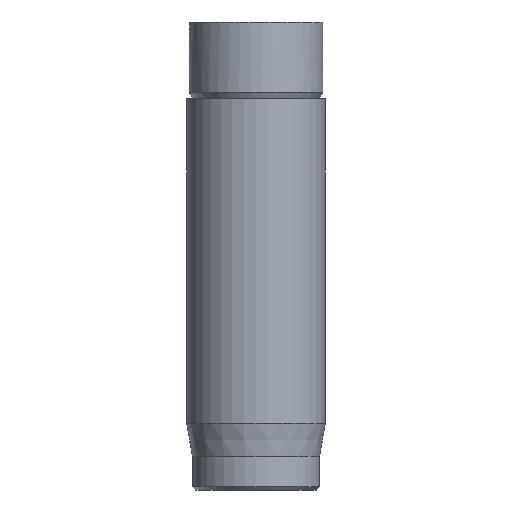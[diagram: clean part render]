
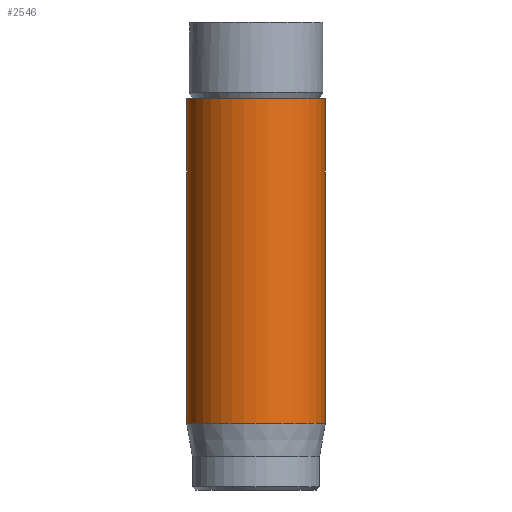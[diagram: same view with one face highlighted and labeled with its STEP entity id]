
A CAD part, front view. The second image highlights one B-rep face of the part: STEP entity #2546.
In plain terms, the highlighted cylindrical face has radius 2.075 mm (diameter 4.15 mm), a full revolution.
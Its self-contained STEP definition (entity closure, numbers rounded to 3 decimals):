
#329=CYLINDRICAL_SURFACE('',#2766,2.075);
#342=FACE_OUTER_BOUND('',#491,.T.);
#491=EDGE_LOOP('',(#1790,#1791,#1792,#1793,#1794));
#647=LINE('',#3329,#861);
#861=VECTOR('',#2912,2.075);
#1072=CIRCLE('',#2748,2.075);
#1081=CIRCLE('',#2764,2.075);
#1082=CIRCLE('',#2765,2.075);
#1098=VERTEX_POINT('',#3293);
#1107=VERTEX_POINT('',#3323);
#1108=VERTEX_POINT('',#3324);
#1360=EDGE_CURVE('',#1098,#1098,#1072,.T.);
#1374=EDGE_CURVE('',#1107,#1108,#1081,.T.);
#1375=EDGE_CURVE('',#1108,#1107,#1082,.T.);
#1377=EDGE_CURVE('',#1098,#1107,#647,.T.);
#1790=ORIENTED_EDGE('',*,*,#1360,.T.);
#1791=ORIENTED_EDGE('',*,*,#1377,.T.);
#1792=ORIENTED_EDGE('',*,*,#1374,.T.);
#1793=ORIENTED_EDGE('',*,*,#1375,.T.);
#1794=ORIENTED_EDGE('',*,*,#1377,.F.);
#2546=ADVANCED_FACE('',(#342),#329,.T.);
#2748=AXIS2_PLACEMENT_3D('',#3294,#2868,#2869);
#2764=AXIS2_PLACEMENT_3D('',#3325,#2905,#2906);
#2765=AXIS2_PLACEMENT_3D('',#3326,#2907,#2908);
#2766=AXIS2_PLACEMENT_3D('',#3328,#2910,#2911);
#2868=DIRECTION('center_axis',(0.,0.,-1.));
#2869=DIRECTION('ref_axis',(-1.,0.,0.));
#2905=DIRECTION('center_axis',(0.,0.,1.));
#2906=DIRECTION('ref_axis',(-1.,0.,0.));
#2907=DIRECTION('center_axis',(0.,0.,1.));
#2908=DIRECTION('ref_axis',(-1.,0.,0.));
#2910=DIRECTION('center_axis',(0.,0.,1.));
#2911=DIRECTION('ref_axis',(-1.,0.,0.));
#2912=DIRECTION('',(0.,0.,-1.));
#3293=CARTESIAN_POINT('',(2.075,0.,11.7));
#3294=CARTESIAN_POINT('Origin',(0.,0.,11.7));
#3323=CARTESIAN_POINT('',(2.075,0.,1.992));
#3324=CARTESIAN_POINT('',(-2.075,0.,1.992));
#3325=CARTESIAN_POINT('Origin',(0.,0.,1.992));
#3326=CARTESIAN_POINT('Origin',(0.,0.,1.992));
#3328=CARTESIAN_POINT('Origin',(0.,0.,0.));
#3329=CARTESIAN_POINT('',(2.075,0.,0.));
